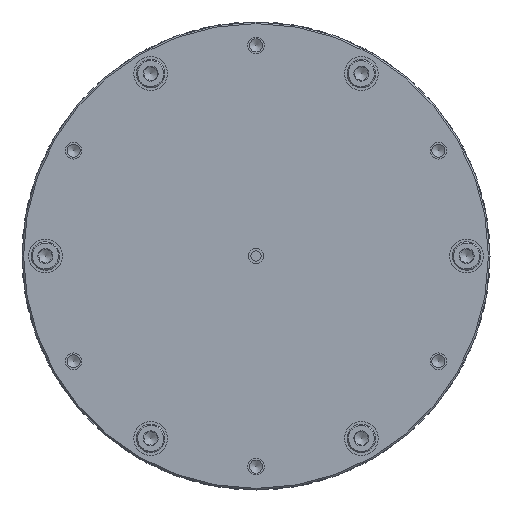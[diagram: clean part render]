
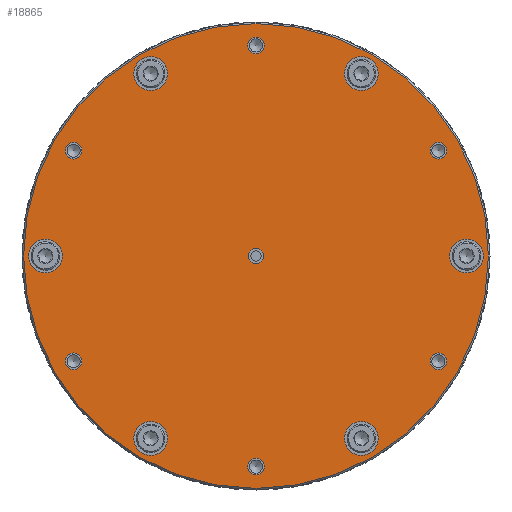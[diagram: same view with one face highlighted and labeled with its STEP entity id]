
A CAD part, front view. The second image highlights one B-rep face of the part: STEP entity #18865.
In plain terms, the highlighted face is planar.
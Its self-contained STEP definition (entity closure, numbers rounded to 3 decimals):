
#18865 = ADVANCED_FACE('',(#18866,#18877,#18888,#18899,#18910,#18921,
    #18932,#18943,#18954,#18965,#18976,#18987,#18998,#19009),#19020,.F.
  );
#18866 = FACE_BOUND('',#18867,.T.);
#18867 = EDGE_LOOP('',(#18868));
#18868 = ORIENTED_EDGE('',*,*,#18869,.T.);
#18869 = EDGE_CURVE('',#18870,#18870,#18872,.T.);
#18870 = VERTEX_POINT('',#18871);
#18871 = CARTESIAN_POINT('',(6.3,0.,44.7));
#18872 = CIRCLE('',#18873,44.7);
#18873 = AXIS2_PLACEMENT_3D('',#18874,#18875,#18876);
#18874 = CARTESIAN_POINT('',(6.3,0.,0.));
#18875 = DIRECTION('',(1.,0.,-0.));
#18876 = DIRECTION('',(0.,0.,1.));
#18877 = FACE_BOUND('',#18878,.T.);
#18878 = EDGE_LOOP('',(#18879));
#18879 = ORIENTED_EDGE('',*,*,#18880,.F.);
#18880 = EDGE_CURVE('',#18881,#18881,#18883,.T.);
#18881 = VERTEX_POINT('',#18882);
#18882 = CARTESIAN_POINT('',(6.3,35.074,-21.85));
#18883 = CIRCLE('',#18884,1.6);
#18884 = AXIS2_PLACEMENT_3D('',#18885,#18886,#18887);
#18885 = CARTESIAN_POINT('',(6.3,35.074,-20.25));
#18886 = DIRECTION('',(1.,-0.,0.));
#18887 = DIRECTION('',(0.,0.,-1.));
#18888 = FACE_BOUND('',#18889,.T.);
#18889 = EDGE_LOOP('',(#18890));
#18890 = ORIENTED_EDGE('',*,*,#18891,.F.);
#18891 = EDGE_CURVE('',#18892,#18892,#18894,.T.);
#18892 = VERTEX_POINT('',#18893);
#18893 = CARTESIAN_POINT('',(6.3,35.074,18.65));
#18894 = CIRCLE('',#18895,1.6);
#18895 = AXIS2_PLACEMENT_3D('',#18896,#18897,#18898);
#18896 = CARTESIAN_POINT('',(6.3,35.074,20.25));
#18897 = DIRECTION('',(1.,-0.,0.));
#18898 = DIRECTION('',(0.,0.,-1.));
#18899 = FACE_BOUND('',#18900,.T.);
#18900 = EDGE_LOOP('',(#18901));
#18901 = ORIENTED_EDGE('',*,*,#18902,.F.);
#18902 = EDGE_CURVE('',#18903,#18903,#18905,.T.);
#18903 = VERTEX_POINT('',#18904);
#18904 = CARTESIAN_POINT('',(6.3,-35.074,18.65));
#18905 = CIRCLE('',#18906,1.6);
#18906 = AXIS2_PLACEMENT_3D('',#18907,#18908,#18909);
#18907 = CARTESIAN_POINT('',(6.3,-35.074,20.25));
#18908 = DIRECTION('',(1.,-0.,0.));
#18909 = DIRECTION('',(0.,0.,-1.));
#18910 = FACE_BOUND('',#18911,.T.);
#18911 = EDGE_LOOP('',(#18912));
#18912 = ORIENTED_EDGE('',*,*,#18913,.F.);
#18913 = EDGE_CURVE('',#18914,#18914,#18916,.T.);
#18914 = VERTEX_POINT('',#18915);
#18915 = CARTESIAN_POINT('',(6.3,-35.074,-21.85));
#18916 = CIRCLE('',#18917,1.6);
#18917 = AXIS2_PLACEMENT_3D('',#18918,#18919,#18920);
#18918 = CARTESIAN_POINT('',(6.3,-35.074,-20.25));
#18919 = DIRECTION('',(1.,-0.,0.));
#18920 = DIRECTION('',(0.,0.,-1.));
#18921 = FACE_BOUND('',#18922,.T.);
#18922 = EDGE_LOOP('',(#18923));
#18923 = ORIENTED_EDGE('',*,*,#18924,.F.);
#18924 = EDGE_CURVE('',#18925,#18925,#18927,.T.);
#18925 = VERTEX_POINT('',#18926);
#18926 = CARTESIAN_POINT('',(6.3,0.,-42.1));
#18927 = CIRCLE('',#18928,1.6);
#18928 = AXIS2_PLACEMENT_3D('',#18929,#18930,#18931);
#18929 = CARTESIAN_POINT('',(6.3,0.,-40.5));
#18930 = DIRECTION('',(1.,-0.,0.));
#18931 = DIRECTION('',(0.,0.,-1.));
#18932 = FACE_BOUND('',#18933,.T.);
#18933 = EDGE_LOOP('',(#18934));
#18934 = ORIENTED_EDGE('',*,*,#18935,.F.);
#18935 = EDGE_CURVE('',#18936,#18936,#18938,.T.);
#18936 = VERTEX_POINT('',#18937);
#18937 = CARTESIAN_POINT('',(6.3,0.,38.9));
#18938 = CIRCLE('',#18939,1.6);
#18939 = AXIS2_PLACEMENT_3D('',#18940,#18941,#18942);
#18940 = CARTESIAN_POINT('',(6.3,0.,40.5));
#18941 = DIRECTION('',(1.,-0.,0.));
#18942 = DIRECTION('',(0.,0.,-1.));
#18943 = FACE_BOUND('',#18944,.T.);
#18944 = EDGE_LOOP('',(#18945));
#18945 = ORIENTED_EDGE('',*,*,#18946,.F.);
#18946 = EDGE_CURVE('',#18947,#18947,#18949,.T.);
#18947 = VERTEX_POINT('',#18948);
#18948 = CARTESIAN_POINT('',(6.3,40.5,-3.25));
#18949 = CIRCLE('',#18950,3.25);
#18950 = AXIS2_PLACEMENT_3D('',#18951,#18952,#18953);
#18951 = CARTESIAN_POINT('',(6.3,40.5,0.));
#18952 = DIRECTION('',(1.,-0.,0.));
#18953 = DIRECTION('',(0.,0.,-1.));
#18954 = FACE_BOUND('',#18955,.T.);
#18955 = EDGE_LOOP('',(#18956));
#18956 = ORIENTED_EDGE('',*,*,#18957,.F.);
#18957 = EDGE_CURVE('',#18958,#18958,#18960,.T.);
#18958 = VERTEX_POINT('',#18959);
#18959 = CARTESIAN_POINT('',(6.3,-40.5,-3.25));
#18960 = CIRCLE('',#18961,3.25);
#18961 = AXIS2_PLACEMENT_3D('',#18962,#18963,#18964);
#18962 = CARTESIAN_POINT('',(6.3,-40.5,0.));
#18963 = DIRECTION('',(1.,-0.,0.));
#18964 = DIRECTION('',(0.,0.,-1.));
#18965 = FACE_BOUND('',#18966,.T.);
#18966 = EDGE_LOOP('',(#18967));
#18967 = ORIENTED_EDGE('',*,*,#18968,.F.);
#18968 = EDGE_CURVE('',#18969,#18969,#18971,.T.);
#18969 = VERTEX_POINT('',#18970);
#18970 = CARTESIAN_POINT('',(6.3,20.25,31.824));
#18971 = CIRCLE('',#18972,3.25);
#18972 = AXIS2_PLACEMENT_3D('',#18973,#18974,#18975);
#18973 = CARTESIAN_POINT('',(6.3,20.25,35.074));
#18974 = DIRECTION('',(1.,-0.,0.));
#18975 = DIRECTION('',(0.,0.,-1.));
#18976 = FACE_BOUND('',#18977,.T.);
#18977 = EDGE_LOOP('',(#18978));
#18978 = ORIENTED_EDGE('',*,*,#18979,.F.);
#18979 = EDGE_CURVE('',#18980,#18980,#18982,.T.);
#18980 = VERTEX_POINT('',#18981);
#18981 = CARTESIAN_POINT('',(6.3,-20.25,31.824));
#18982 = CIRCLE('',#18983,3.25);
#18983 = AXIS2_PLACEMENT_3D('',#18984,#18985,#18986);
#18984 = CARTESIAN_POINT('',(6.3,-20.25,35.074));
#18985 = DIRECTION('',(1.,-0.,0.));
#18986 = DIRECTION('',(0.,0.,-1.));
#18987 = FACE_BOUND('',#18988,.T.);
#18988 = EDGE_LOOP('',(#18989));
#18989 = ORIENTED_EDGE('',*,*,#18990,.F.);
#18990 = EDGE_CURVE('',#18991,#18991,#18993,.T.);
#18991 = VERTEX_POINT('',#18992);
#18992 = CARTESIAN_POINT('',(6.3,20.25,-38.324));
#18993 = CIRCLE('',#18994,3.25);
#18994 = AXIS2_PLACEMENT_3D('',#18995,#18996,#18997);
#18995 = CARTESIAN_POINT('',(6.3,20.25,-35.074));
#18996 = DIRECTION('',(1.,-0.,0.));
#18997 = DIRECTION('',(0.,0.,-1.));
#18998 = FACE_BOUND('',#18999,.T.);
#18999 = EDGE_LOOP('',(#19000));
#19000 = ORIENTED_EDGE('',*,*,#19001,.F.);
#19001 = EDGE_CURVE('',#19002,#19002,#19004,.T.);
#19002 = VERTEX_POINT('',#19003);
#19003 = CARTESIAN_POINT('',(6.3,-20.25,-38.324));
#19004 = CIRCLE('',#19005,3.25);
#19005 = AXIS2_PLACEMENT_3D('',#19006,#19007,#19008);
#19006 = CARTESIAN_POINT('',(6.3,-20.25,-35.074));
#19007 = DIRECTION('',(1.,-0.,0.));
#19008 = DIRECTION('',(0.,0.,-1.));
#19009 = FACE_BOUND('',#19010,.T.);
#19010 = EDGE_LOOP('',(#19011));
#19011 = ORIENTED_EDGE('',*,*,#19012,.T.);
#19012 = EDGE_CURVE('',#19013,#19013,#19015,.T.);
#19013 = VERTEX_POINT('',#19014);
#19014 = CARTESIAN_POINT('',(6.3,0.,1.5));
#19015 = CIRCLE('',#19016,1.5);
#19016 = AXIS2_PLACEMENT_3D('',#19017,#19018,#19019);
#19017 = CARTESIAN_POINT('',(6.3,0.,0.));
#19018 = DIRECTION('',(-1.,0.,-0.));
#19019 = DIRECTION('',(-0.,0.,1.));
#19020 = PLANE('',#19021);
#19021 = AXIS2_PLACEMENT_3D('',#19022,#19023,#19024);
#19022 = CARTESIAN_POINT('',(6.3,45.,0.));
#19023 = DIRECTION('',(-1.,0.,-0.));
#19024 = DIRECTION('',(0.,0.,1.));
